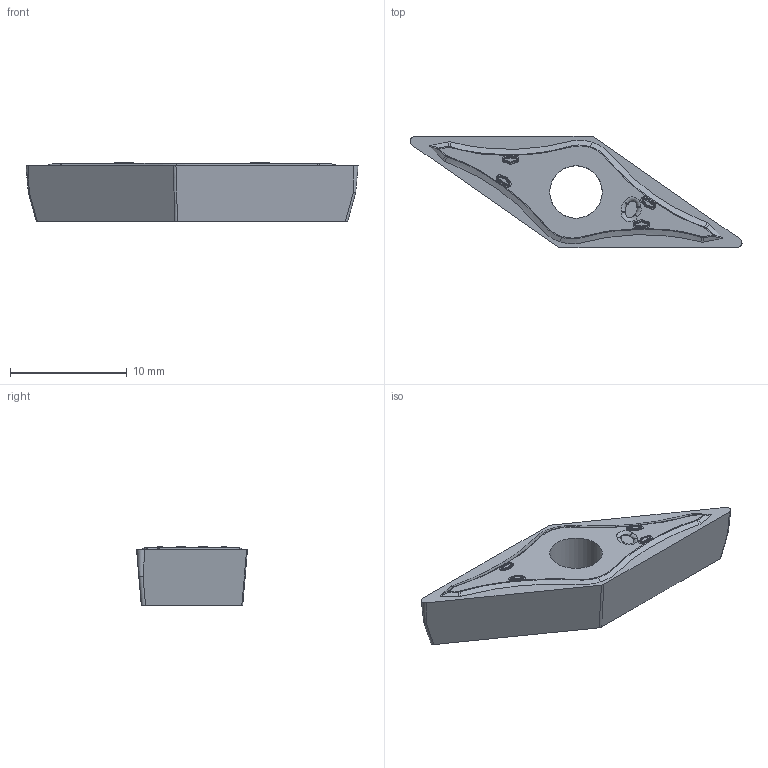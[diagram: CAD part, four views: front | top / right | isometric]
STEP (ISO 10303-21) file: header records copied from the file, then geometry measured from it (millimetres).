
FILE_DESCRIPTION(/* description */ (''),/* implementation_level */ '2;1');
FILE_NAME(/* name */ '115007846ndi000_00_VBMT160404_FM.stp',/* time_stamp */ '2022-01-17T10:07:44+01:00',/* author */ (''),/* organization */ (''),/* preprocessor_version */ 'ST-DEVELOPER v16.7',/* originating_system */ 'SIEMENS PLM Software NX 12.0',/* authorisation */ '');
FILE_SCHEMA (('AUTOMOTIVE_DESIGN { 1 0 10303 214 3 1 1 1 }'));
Length unit declared in the file: millimetre
Products named in the file (1): vt304004FC07ui1o
Bounding box: 28.48 x 9.53 x 5.02 mm (x, y, z)
Volume: 628.4 mm3; surface area: 624.7 mm2
Topology: 1 solids, 1 shells, 130 faces, 315 edges, 188 vertices
Faces by surface type: torus 64, bspline 41, plane 12, sphere 8, cone 2, extrusion 2, cylinder 1
Full cylindrical faces by diameter (mm): 4.5 x1
Entity records: 6468 total; most frequent: CARTESIAN_POINT 3603, ORIENTED_EDGE 612, DIRECTION 610, EDGE_CURVE 306, AXIS2_PLACEMENT_3D 296, CIRCLE 208, VERTEX_POINT 186, EDGE_LOOP 138
